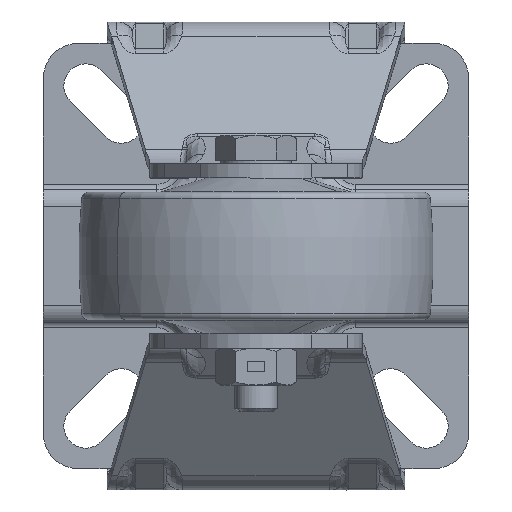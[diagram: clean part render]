
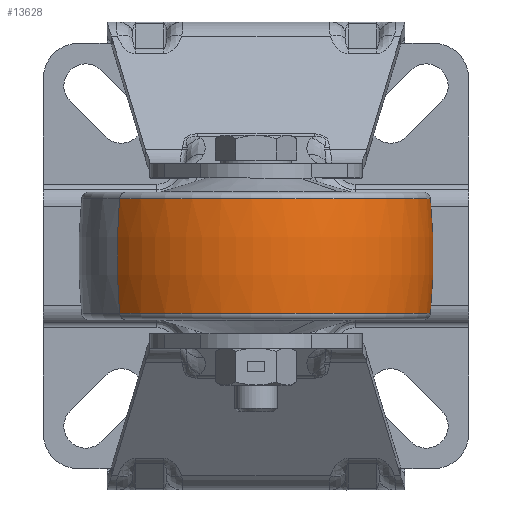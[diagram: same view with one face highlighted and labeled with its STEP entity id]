
A CAD part, front view. The second image highlights one B-rep face of the part: STEP entity #13628.
In plain terms, the highlighted toroidal (fillet/blend) face has major radius 55 mm and minor radius 80 mm.
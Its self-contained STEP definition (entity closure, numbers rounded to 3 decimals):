
#1151 = DIRECTION ( 'NONE',  ( -0.783, -0.622, 0. ) ) ;
#2625 = VERTEX_POINT ( 'NONE', #30011 ) ;
#2801 = CARTESIAN_POINT ( 'NONE',  ( 0., -44., 8.101 ) ) ;
#4067 = TOROIDAL_SURFACE ( 'NONE', #5765, -55., 80. ) ;
#5051 = EDGE_CURVE ( 'NONE', #18591, #23591, #16331, .T. ) ;
#5765 = AXIS2_PLACEMENT_3D ( 'NONE', #17637, #28597, #23050 ) ;
#6881 = FACE_OUTER_BOUND ( 'NONE', #30204, .T. ) ;
#7539 = EDGE_CURVE ( 'NONE', #23591, #2625, #34382, .T. ) ;
#8662 = CIRCLE ( 'NONE', #28729, 80. ) ;
#9814 = CARTESIAN_POINT ( 'NONE',  ( 0., -44., -8.101 ) ) ;
#10360 = DIRECTION ( 'NONE',  ( 0.783, 0.622, 0. ) ) ;
#11015 = ORIENTED_EDGE ( 'NONE', *, *, #27238, .F. ) ;
#12225 = CARTESIAN_POINT ( 'NONE',  ( 43.048, -9.767, 0. ) ) ;
#13628 = ADVANCED_FACE ( 'NONE', ( #6881 ), #4067, .T. ) ;
#16331 = CIRCLE ( 'NONE', #24964, 24.589 ) ;
#17637 = CARTESIAN_POINT ( 'NONE',  ( 0., -44., 0. ) ) ;
#17801 = AXIS2_PLACEMENT_3D ( 'NONE', #30314, #19743, #25144 ) ;
#18591 = VERTEX_POINT ( 'NONE', #24715 ) ;
#19743 = DIRECTION ( 'NONE',  ( 0.622, -0.783, 0. ) ) ;
#20530 = ORIENTED_EDGE ( 'NONE', *, *, #5051, .T. ) ;
#20893 = EDGE_CURVE ( 'NONE', #30139, #2625, #30113, .T. ) ;
#21050 = DIRECTION ( 'NONE',  ( 0.783, 0.622, 0. ) ) ;
#21233 = DIRECTION ( 'NONE',  ( 0., 0., 1. ) ) ;
#23050 = DIRECTION ( 'NONE',  ( 0.783, 0.622, 0. ) ) ;
#23591 = VERTEX_POINT ( 'NONE', #25607 ) ;
#24715 = CARTESIAN_POINT ( 'NONE',  ( -19.245, -59.304, -8.101 ) ) ;
#24964 = AXIS2_PLACEMENT_3D ( 'NONE', #9814, #31848, #10360 ) ;
#25144 = DIRECTION ( 'NONE',  ( 0.783, 0.622, 0. ) ) ;
#25607 = CARTESIAN_POINT ( 'NONE',  ( 19.245, -28.696, -8.101 ) ) ;
#27238 = EDGE_CURVE ( 'NONE', #18591, #30139, #8662, .T. ) ;
#28376 = DIRECTION ( 'NONE',  ( -0.622, 0.783, 0. ) ) ;
#28597 = DIRECTION ( 'NONE',  ( 0., 0., 1. ) ) ;
#28729 = AXIS2_PLACEMENT_3D ( 'NONE', #12225, #28376, #1151 ) ;
#30011 = CARTESIAN_POINT ( 'NONE',  ( 19.245, -28.696, 8.101 ) ) ;
#30113 = CIRCLE ( 'NONE', #31264, 24.589 ) ;
#30139 = VERTEX_POINT ( 'NONE', #34979 ) ;
#30204 = EDGE_LOOP ( 'NONE', ( #11015, #20530, #32159, #34926 ) ) ;
#30314 = CARTESIAN_POINT ( 'NONE',  ( -43.048, -78.233, 0. ) ) ;
#31264 = AXIS2_PLACEMENT_3D ( 'NONE', #2801, #21233, #21050 ) ;
#31848 = DIRECTION ( 'NONE',  ( 0., 0., 1. ) ) ;
#32159 = ORIENTED_EDGE ( 'NONE', *, *, #7539, .T. ) ;
#34382 = CIRCLE ( 'NONE', #17801, 80. ) ;
#34926 = ORIENTED_EDGE ( 'NONE', *, *, #20893, .F. ) ;
#34979 = CARTESIAN_POINT ( 'NONE',  ( -19.245, -59.304, 8.101 ) ) ;
